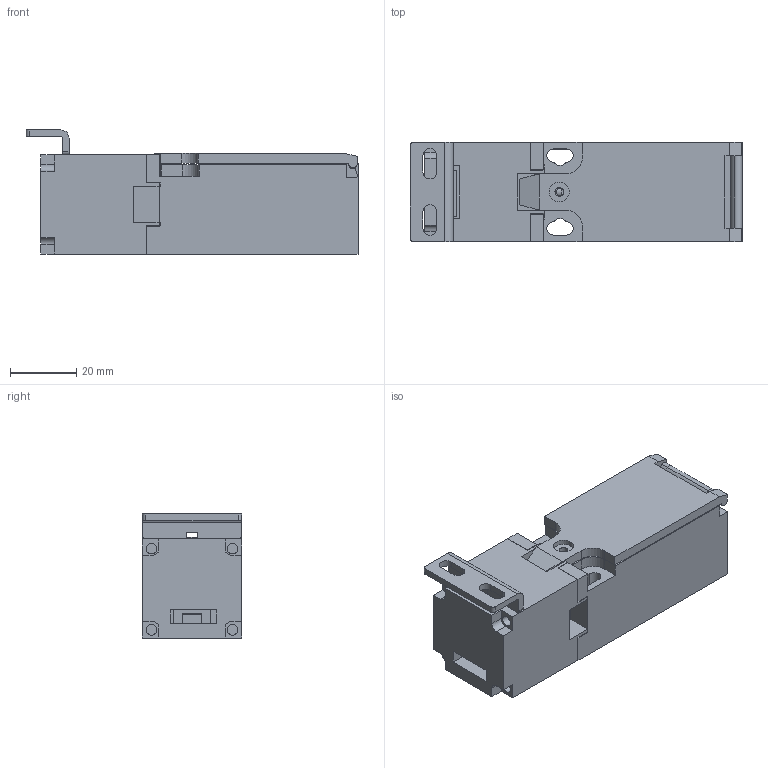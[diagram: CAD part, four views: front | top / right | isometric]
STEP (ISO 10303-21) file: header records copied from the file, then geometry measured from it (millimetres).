
FILE_DESCRIPTION(/* description */ (''),/* implementation_level */ '2;1');
FILE_NAME(/* name */ '700009.stp',/* time_stamp */ '2014-03-15T10:50:07+01:00',/* author */ ('jank'),/* organization */ ('Alutec K&K'),/* preprocessor_version */ 'ST-DEVELOPER v15.2',/* originating_system */ 'Autodesk Inventor 2014',/* authorisation */ '');
FILE_SCHEMA (('AUTOMOTIVE_DESIGN { 1 0 10303 214 3 1 1 }'));
Length unit declared in the file: millimetre
Products named in the file (1): 700009
Bounding box: 100.3 x 30 x 37.5 mm (x, y, z)
Volume: 50178.3 mm3; surface area: 30380.4 mm2
Topology: 5 solids, 5 shells, 333 faces, 924 edges, 612 vertices
Faces by surface type: plane 281, cylinder 51, cone 1
Full cylindrical faces by diameter (mm): 2.3 x1, 2.6 x3, 3.2 x4, 4 x1, 6 x1, 14.1 x1, 14.2 x1, 19.3 x1
Entity records: 10561 total; most frequent: CARTESIAN_POINT 1905, ORIENTED_EDGE 1810, DIRECTION 1679, EDGE_CURVE 905, LINE 795, VECTOR 795, VERTEX_POINT 607, AXIS2_PLACEMENT_3D 442
